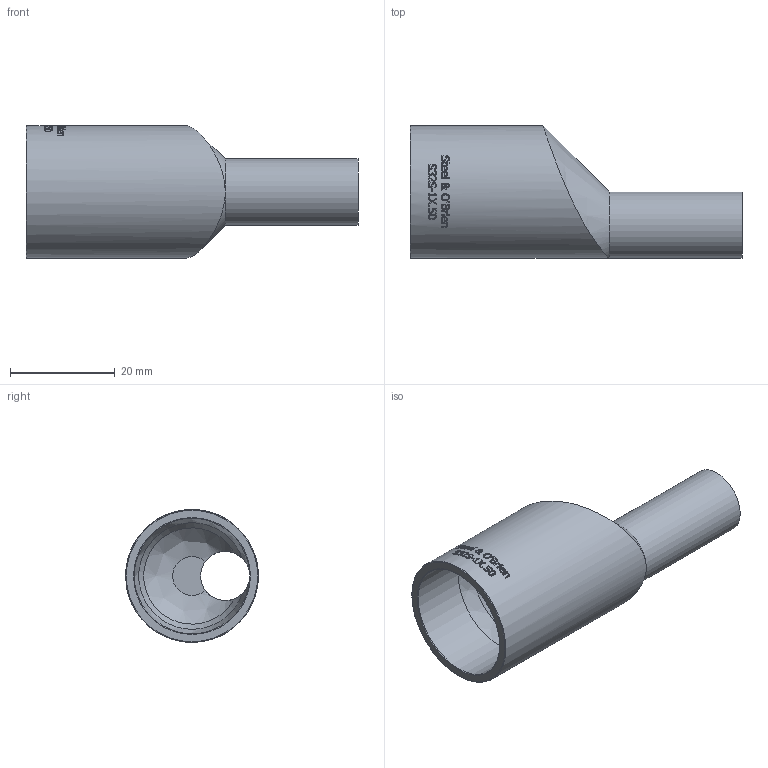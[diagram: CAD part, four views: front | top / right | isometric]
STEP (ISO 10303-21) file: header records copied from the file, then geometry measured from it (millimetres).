
FILE_DESCRIPTION(/* description */ (''),/* implementation_level */ '2;1');
FILE_NAME(/* name */ 'S32S-1X.50.stp',/* time_stamp */ '2018-11-30T09:51:59-05:00',/* author */ ('rick'),/* organization */ (''),/* preprocessor_version */ 'ST-DEVELOPER v15.2',/* originating_system */ 'Autodesk Inventor 2014',/* authorisation */ '');
FILE_SCHEMA (('AUTOMOTIVE_DESIGN { 1 0 10303 214 3 1 1 }'));
Length unit declared in the file: inch
Products named in the file (1): S32S-1X.50
Bounding box: 63.5 x 25.4 x 25.4 mm (x, y, z)
Volume: 10726.8 mm3; surface area: 6936 mm2
Topology: 1 solids, 1 shells, 392 faces, 1065 edges, 708 vertices
Faces by surface type: bspline 209, plane 142, cylinder 37, cone 2, torus 2
Full cylindrical faces by diameter (mm): 9.398 x1, 12.7 x1, 22.098 x1, 25.4 x1
Entity records: 16273 total; most frequent: CARTESIAN_POINT 7629, ORIENTED_EDGE 2116, DIRECTION 1176, EDGE_CURVE 1058, VERTEX_POINT 707, LINE 464, VECTOR 464, EDGE_LOOP 433
